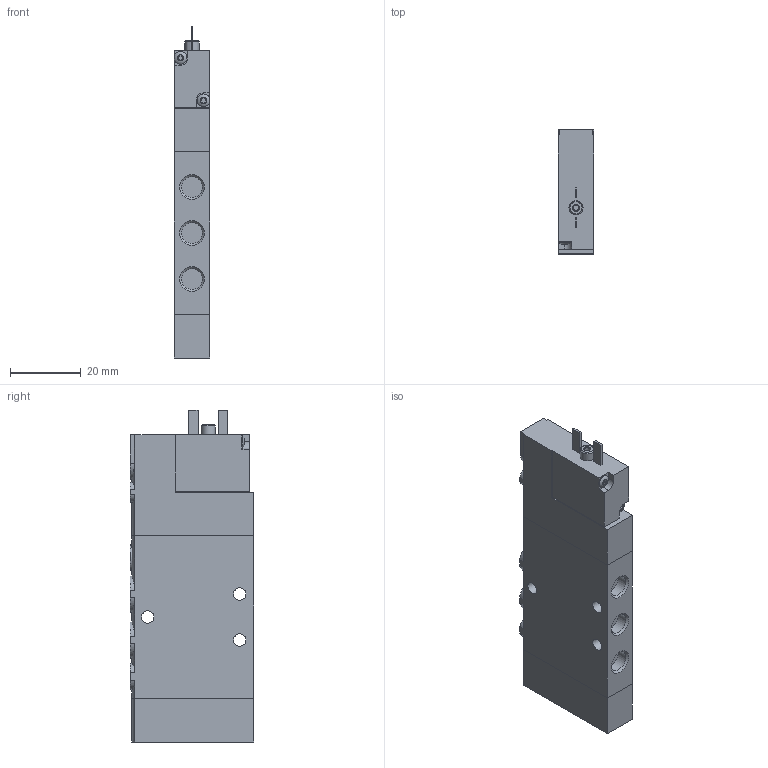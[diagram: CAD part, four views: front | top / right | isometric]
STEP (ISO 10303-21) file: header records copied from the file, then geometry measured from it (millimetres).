
FILE_DESCRIPTION(/* description */ ('STEP AP214'),/* implementation_level */ '2;1');
FILE_NAME(/* name */ '196928_CPE10-M1BH-5LS-M7',/* time_stamp */ '2024-08-06T16:09:28+02:00',/* author */ ('License CC BY-ND 4.0'),/* organization */ ('CADENAS'),/* preprocessor_version */ 'ST-DEVELOPER v19.3',/* originating_system */ 'PARTsolutions',/* authorisation */ ' ');
FILE_SCHEMA (('AUTOMOTIVE_DESIGN {1 0 10303 214 3 1 1}'));
Length unit declared in the file: millimetre
Products named in the file (4): 196928 CPE10-M1BH-5LS-M7; CPE10-...-5; CPE10-KMYZ9_M1BH; CPE10-KAPPE_M1H
Assembly tree (3 placements, depth 2):
  196928 CPE10-M1BH-5LS-M7
    CPE10-...-5
    CPE10-KMYZ9_M1BH
    CPE10-KAPPE_M1H
Bounding box: 10.1 x 35 x 93.8 mm (x, y, z)
Volume: 28811.4 mm3; surface area: 10953 mm2
Topology: 3 solids, 3 shells, 142 faces, 342 edges, 220 vertices
Faces by surface type: plane 61, cylinder 56, cone 23, torus 2
Full cylindrical faces by diameter (mm): 1.567 x1, 2 x1, 2.459 x3, 3.5 x3, 3.6 x2, 4 x1, 4.55 x1, 5.917 x5
Entity records: 4093 total; most frequent: CARTESIAN_POINT 842, DIRECTION 653, ORIENTED_EDGE 606, EDGE_CURVE 303, AXIS2_PLACEMENT_3D 248, VERTEX_POINT 211, EDGE_LOOP 192, FACE_BOUND 192
